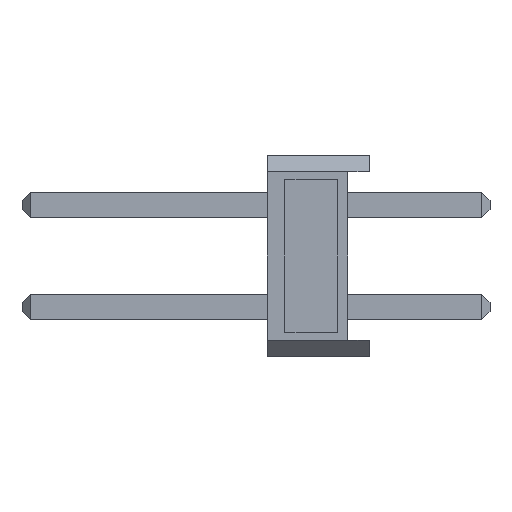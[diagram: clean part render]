
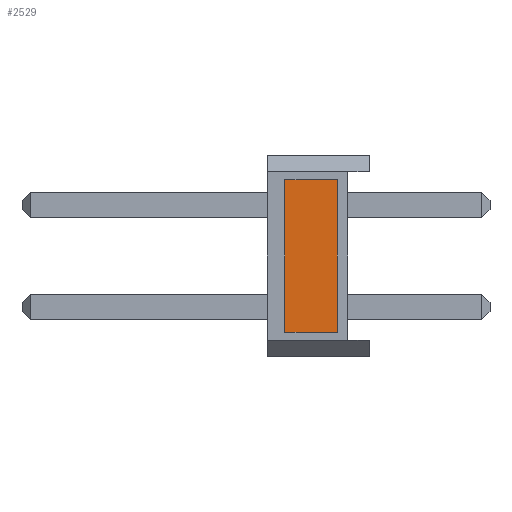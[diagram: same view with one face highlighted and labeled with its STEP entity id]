
A CAD part, left-side view. The second image highlights one B-rep face of the part: STEP entity #2529.
In plain terms, the highlighted planar face has unit normal (-1, 0, 0).
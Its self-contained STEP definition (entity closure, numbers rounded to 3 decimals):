
#266 = LINE ( 'NONE', #9696, #19564 ) ;
#423 = VERTEX_POINT ( 'NONE', #8484 ) ;
#721 = VECTOR ( 'NONE', #15524, 1000. ) ;
#1591 = AXIS2_PLACEMENT_3D ( 'NONE', #10035, #5455, #12943 ) ;
#1721 = VERTEX_POINT ( 'NONE', #19426 ) ;
#2529 = ADVANCED_FACE ( 'NONE', ( #11796 ), #14632, .F. ) ;
#2890 = EDGE_CURVE ( 'NONE', #9186, #423, #266, .T. ) ;
#4915 = CARTESIAN_POINT ( 'NONE',  ( -1.27, 0.8, -1.9 ) ) ;
#5455 = DIRECTION ( 'NONE',  ( 1., 0., 0. ) ) ;
#7521 = CARTESIAN_POINT ( 'NONE',  ( -1.27, 2.1, -1.9 ) ) ;
#8484 = CARTESIAN_POINT ( 'NONE',  ( -1.27, 2.1, 1.9 ) ) ;
#8836 = VERTEX_POINT ( 'NONE', #4915 ) ;
#9004 = ORIENTED_EDGE ( 'NONE', *, *, #2890, .F. ) ;
#9186 = VERTEX_POINT ( 'NONE', #10775 ) ;
#9696 = CARTESIAN_POINT ( 'NONE',  ( -1.27, 2.1, 0. ) ) ;
#9828 = CARTESIAN_POINT ( 'NONE',  ( -1.27, 0.8, 0. ) ) ;
#10028 = EDGE_LOOP ( 'NONE', ( #12545, #11925, #9004, #16388 ) ) ;
#10035 = CARTESIAN_POINT ( 'NONE',  ( -1.27, 2.1, 0. ) ) ;
#10775 = CARTESIAN_POINT ( 'NONE',  ( -1.27, 2.1, -1.9 ) ) ;
#11796 = FACE_OUTER_BOUND ( 'NONE', #10028, .T. ) ;
#11846 = EDGE_CURVE ( 'NONE', #8836, #1721, #18474, .T. ) ;
#11925 = ORIENTED_EDGE ( 'NONE', *, *, #18091, .F. ) ;
#12545 = ORIENTED_EDGE ( 'NONE', *, *, #11846, .T. ) ;
#12943 = DIRECTION ( 'NONE',  ( 0., 0., -1. ) ) ;
#13138 = VECTOR ( 'NONE', #13727, 1000. ) ;
#13727 = DIRECTION ( 'NONE',  ( 0., -1., 0. ) ) ;
#14162 = EDGE_CURVE ( 'NONE', #9186, #8836, #19050, .T. ) ;
#14632 = PLANE ( 'NONE',  #1591 ) ;
#15323 = LINE ( 'NONE', #16977, #13138 ) ;
#15524 = DIRECTION ( 'NONE',  ( 0., -1., 0. ) ) ;
#16388 = ORIENTED_EDGE ( 'NONE', *, *, #14162, .T. ) ;
#16977 = CARTESIAN_POINT ( 'NONE',  ( -1.27, 2.1, 1.9 ) ) ;
#18091 = EDGE_CURVE ( 'NONE', #423, #1721, #15323, .T. ) ;
#18474 = LINE ( 'NONE', #9828, #18717 ) ;
#18717 = VECTOR ( 'NONE', #18873, 1000. ) ;
#18873 = DIRECTION ( 'NONE',  ( 0., 0., 1. ) ) ;
#18933 = DIRECTION ( 'NONE',  ( 0., 0., 1. ) ) ;
#19050 = LINE ( 'NONE', #7521, #721 ) ;
#19426 = CARTESIAN_POINT ( 'NONE',  ( -1.27, 0.8, 1.9 ) ) ;
#19564 = VECTOR ( 'NONE', #18933, 1000. ) ;
